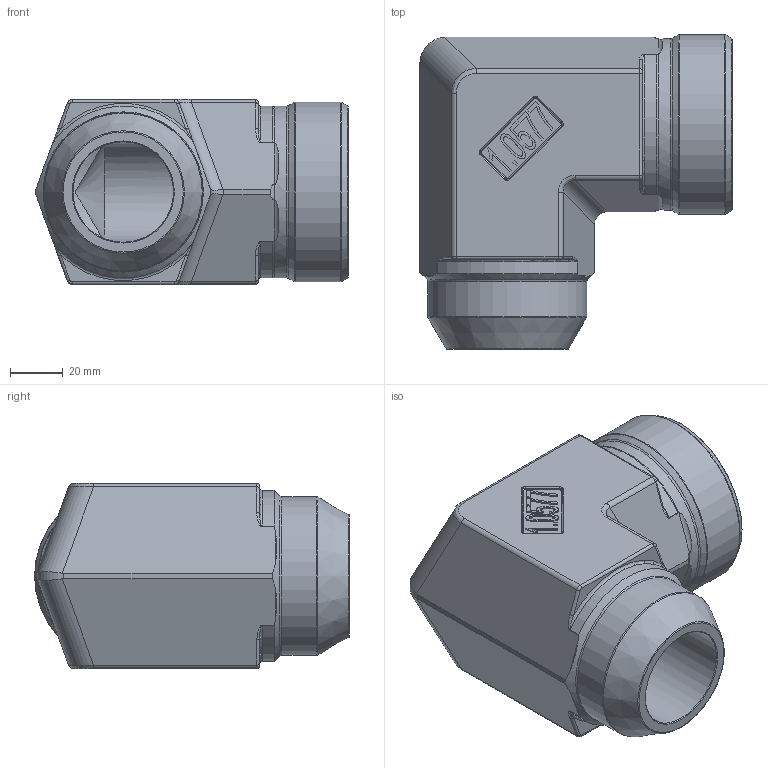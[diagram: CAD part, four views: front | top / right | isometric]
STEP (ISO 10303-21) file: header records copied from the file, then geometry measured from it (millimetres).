
FILE_DESCRIPTION(/* description */ (''),/* implementation_level */ '2;1');
FILE_NAME(/* name */ 'X-WAV50.stp',/* time_stamp */ '2025-01-16T11:44:53+01:00',/* author */ (''),/* organization */ (''),/* preprocessor_version */ 'ST-DEVELOPER v16',/* originating_system */ 'SIEMENS PLM Software NX 10.0',/* authorisation */ '');
FILE_SCHEMA (('AP203_CONFIGURATION_CONTROLLED_3D_DESIGN_OF_MECHANICAL_PARTS_AND_ASSEMBLIES_MIM_LF { 1 0 10303 403 2 1 2}'));
Length unit declared in the file: millimetre
Products named in the file (1): nwer41844EE665wi
Bounding box: 118.02 x 119 x 70 mm (x, y, z)
Volume: 387088.7 mm3; surface area: 61173.2 mm2
Topology: 1 solids, 1 shells, 235 faces, 576 edges, 358 vertices
Faces by surface type: plane 88, cylinder 69, torus 32, bspline 20, extrusion 17, cone 9
Full cylindrical faces by diameter (mm): 38 x2, 50.26 x1, 60 x1, 64.9 x1, 68 x1
Entity records: 7918 total; most frequent: CARTESIAN_POINT 2760, ORIENTED_EDGE 1096, DIRECTION 941, EDGE_CURVE 548, AXIS2_PLACEMENT_3D 373, VERTEX_POINT 352, EDGE_LOOP 272, ADVANCED_FACE 234
